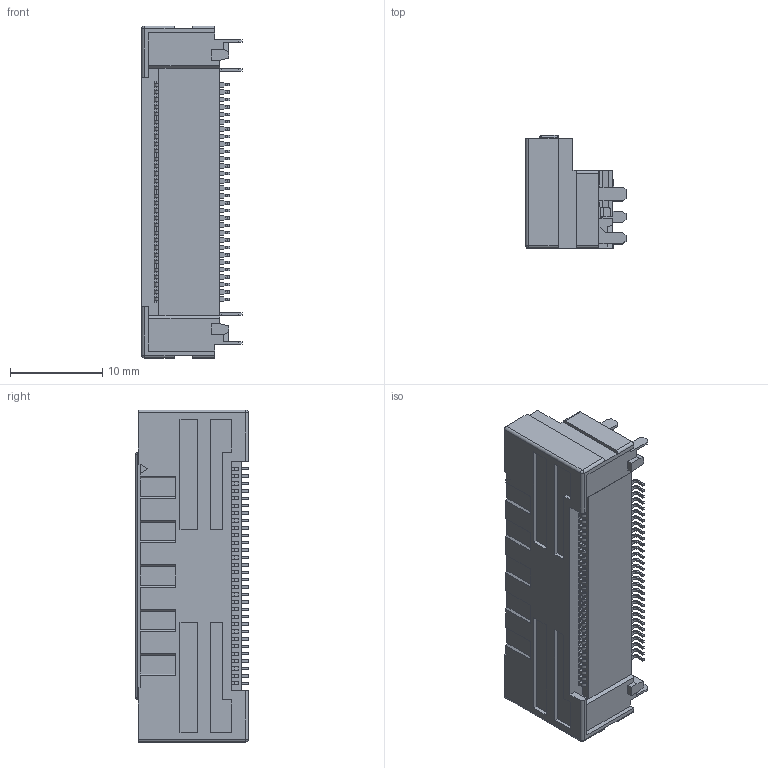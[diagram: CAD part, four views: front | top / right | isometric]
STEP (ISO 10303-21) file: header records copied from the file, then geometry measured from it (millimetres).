
FILE_DESCRIPTION(('CoCreate Modeling STEP Export'),'2;1');
FILE_NAME('FX18-60S-0.8SH.stp','2010-06-17T13:21:43',(''),(''),'CoCreate Modeling STEP processor for AP214 (Solid Model)','CoCreate Modeling 16.00B 02-Dec-2008 (C) Parametric Technology GmbH','');
FILE_SCHEMA(('AUTOMOTIVE_DESIGN { 1 0 10303 214 1 1 1 1 }'));
Length unit declared in the file: millimetre
Products named in the file (1): FX18-60S-0.8SH
Bounding box: 10.85 x 12.2 x 35.9 mm (x, y, z)
Volume: 2412.9 mm3; surface area: 2418.4 mm2
Topology: 1 solids, 1 shells, 1791 faces, 4978 edges, 3215 vertices
Faces by surface type: plane 1153, cylinder 512, torus 120, sphere 6
Entity records: 56241 total; most frequent: ORIENTED_EDGE 9944, CARTESIAN_POINT 9830, DIRECTION 9460, EDGE_CURVE 4972, VECTOR 3770, LINE 3770, VERTEX_POINT 3215, AXIS2_PLACEMENT_3D 2845
